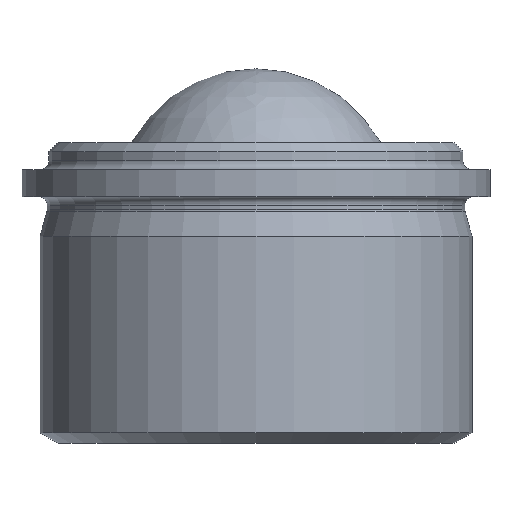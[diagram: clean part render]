
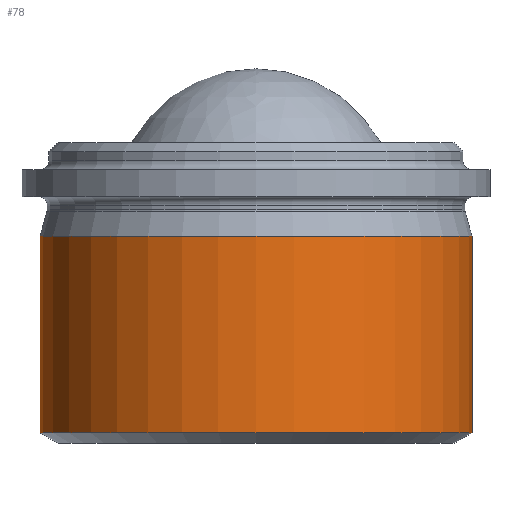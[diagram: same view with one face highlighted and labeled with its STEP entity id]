
A CAD part, front view. The second image highlights one B-rep face of the part: STEP entity #78.
In plain terms, the highlighted cylindrical face has radius 12 mm (diameter 24 mm), a full revolution.
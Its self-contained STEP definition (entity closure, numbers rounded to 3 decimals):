
#78 = ADVANCED_FACE( '', ( #100, #101 ), #102, .T. );
#100 = FACE_OUTER_BOUND( '', #143, .T. );
#101 = FACE_OUTER_BOUND( '', #144, .T. );
#102 = CYLINDRICAL_SURFACE( '', #145, 12. );
#143 = EDGE_LOOP( '', ( #192 ) );
#144 = EDGE_LOOP( '', ( #193 ) );
#145 = AXIS2_PLACEMENT_3D( '', #194, #195, #196 );
#192 = ORIENTED_EDGE( '', *, *, #255, .F. );
#193 = ORIENTED_EDGE( '', *, *, #256, .T. );
#194 = CARTESIAN_POINT( '', ( 0., 0., 16.7 ) );
#195 = DIRECTION( '', ( 0., 0., 1. ) );
#196 = DIRECTION( '', ( -1., 0., 0. ) );
#255 = EDGE_CURVE( '', #274, #274, #275, .T. );
#256 = EDGE_CURVE( '', #276, #276, #277, .F. );
#274 = VERTEX_POINT( '', #302 );
#275 = CIRCLE( '', #303, 12. );
#276 = VERTEX_POINT( '', #304 );
#277 = CIRCLE( '', #305, 12. );
#302 = CARTESIAN_POINT( '', ( 12., 0., 11.5 ) );
#303 = AXIS2_PLACEMENT_3D( '', #335, #336, #337 );
#304 = CARTESIAN_POINT( '', ( -12., 0., 0.577 ) );
#305 = AXIS2_PLACEMENT_3D( '', #338, #339, #340 );
#335 = CARTESIAN_POINT( '', ( 0., 0., 11.5 ) );
#336 = DIRECTION( '', ( 0., 0., 1. ) );
#337 = DIRECTION( '', ( 1., 0., 0. ) );
#338 = CARTESIAN_POINT( '', ( 0., 0., 0.577 ) );
#339 = DIRECTION( '', ( 0., 0., -1. ) );
#340 = DIRECTION( '', ( -1., 0., 0. ) );
